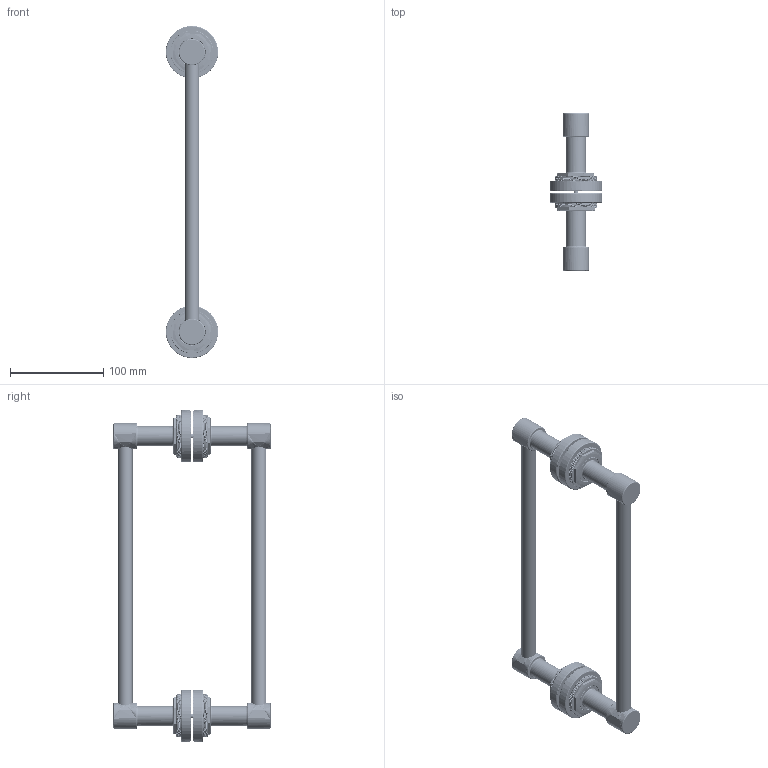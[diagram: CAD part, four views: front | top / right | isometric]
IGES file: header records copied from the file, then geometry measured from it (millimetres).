
Global section: file name: N7766-F-30; native system: Autodesk Inventor 2020; preprocessor: unknown; author: adaniels; date: 20220926.155715; units: millimetre
Bounding box: 55.94 x 168.4 x 356 mm (x, y, z)
Volume: 262019.9 mm3; surface area: 177591 mm2
Topology: 32 solids, 32 shells, 17274 faces, 37200 edges, 20042 vertices
Faces by surface type: bspline 17274
